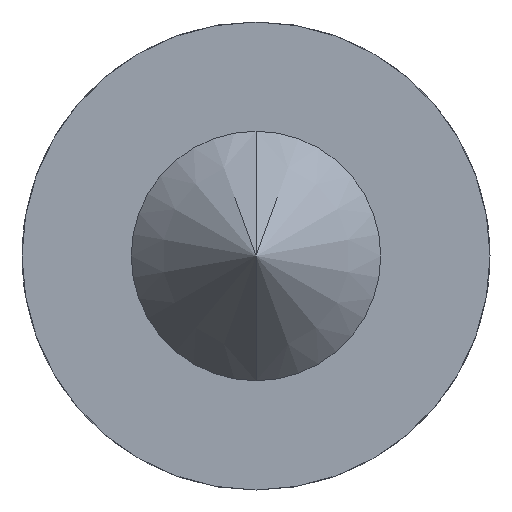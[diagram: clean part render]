
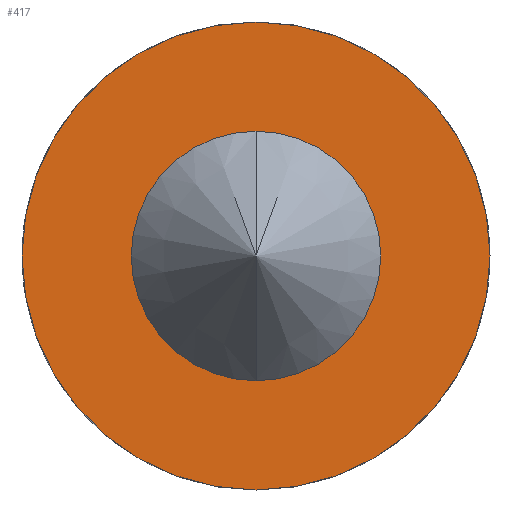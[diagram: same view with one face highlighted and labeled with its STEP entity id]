
A CAD part, front view. The second image highlights one B-rep face of the part: STEP entity #417.
In plain terms, the highlighted planar face has unit normal (0, -1, 0).
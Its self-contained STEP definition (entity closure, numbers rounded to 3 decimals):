
#16 = AXIS2_PLACEMENT_3D ( 'NONE', #371, #368, #367 ) ;
#19 = AXIS2_PLACEMENT_3D ( 'NONE', #319, #318, #317 ) ;
#28 = CIRCLE ( 'NONE', #19, 7.5 ) ;
#92 = FACE_OUTER_BOUND ( 'NONE', #211, .T. ) ;
#93 = FACE_BOUND ( 'NONE', #124, .T. ) ;
#98 = VERTEX_POINT ( 'NONE', #483 ) ;
#99 = VERTEX_POINT ( 'NONE', #484 ) ;
#105 = ORIENTED_EDGE ( 'NONE', *, *, #459, .F. ) ;
#106 = ORIENTED_EDGE ( 'NONE', *, *, #448, .F. ) ;
#107 = ORIENTED_EDGE ( 'NONE', *, *, #433, .T. ) ;
#108 = ORIENTED_EDGE ( 'NONE', *, *, #458, .T. ) ;
#124 = EDGE_LOOP ( 'NONE', ( #108, #107 ) ) ;
#211 = EDGE_LOOP ( 'NONE', ( #106, #105 ) ) ;
#218 = VERTEX_POINT ( 'NONE', #494 ) ;
#225 = VERTEX_POINT ( 'NONE', #496 ) ;
#259 = DIRECTION ( 'NONE',  ( 0., 0., 1. ) ) ;
#260 = DIRECTION ( 'NONE',  ( 0., 1., 0. ) ) ;
#262 = CARTESIAN_POINT ( 'NONE',  ( 0., 0., 0. ) ) ;
#265 = DIRECTION ( 'NONE',  ( 0., 0., 1. ) ) ;
#283 = DIRECTION ( 'NONE',  ( 0., 1., 0. ) ) ;
#285 = CARTESIAN_POINT ( 'NONE',  ( 0., 0., 0. ) ) ;
#317 = DIRECTION ( 'NONE',  ( 0., 0., 1. ) ) ;
#318 = DIRECTION ( 'NONE',  ( 0., 1., 0. ) ) ;
#319 = CARTESIAN_POINT ( 'NONE',  ( 0., 0., 0. ) ) ;
#367 = DIRECTION ( 'NONE',  ( 0., 0., 1. ) ) ;
#368 = DIRECTION ( 'NONE',  ( 0., 1., 0. ) ) ;
#371 = CARTESIAN_POINT ( 'NONE',  ( 0., 0., 0. ) ) ;
#375 = CIRCLE ( 'NONE', #16, 3. ) ;
#386 = AXIS2_PLACEMENT_3D ( 'NONE', #506, #501, #513 ) ;
#395 = CIRCLE ( 'NONE', #405, 7.5 ) ;
#401 = CIRCLE ( 'NONE', #403, 3. ) ;
#403 = AXIS2_PLACEMENT_3D ( 'NONE', #285, #283, #265 ) ;
#405 = AXIS2_PLACEMENT_3D ( 'NONE', #262, #260, #259 ) ;
#417 = ADVANCED_FACE ( 'NONE', ( #93, #92 ), #505, .T. ) ;
#433 = EDGE_CURVE ( 'NONE', #99, #98, #375, .T. ) ;
#448 = EDGE_CURVE ( 'NONE', #225, #218, #28, .T. ) ;
#458 = EDGE_CURVE ( 'NONE', #98, #99, #401, .T. ) ;
#459 = EDGE_CURVE ( 'NONE', #218, #225, #395, .T. ) ;
#483 = CARTESIAN_POINT ( 'NONE',  ( 0., 0., 3. ) ) ;
#484 = CARTESIAN_POINT ( 'NONE',  ( 0., 0., -3. ) ) ;
#494 = CARTESIAN_POINT ( 'NONE',  ( 0., 0., -7.5 ) ) ;
#496 = CARTESIAN_POINT ( 'NONE',  ( 0., 0., 7.5 ) ) ;
#501 = DIRECTION ( 'NONE',  ( 0., -1., 0. ) ) ;
#505 = PLANE ( 'NONE',  #386 ) ;
#506 = CARTESIAN_POINT ( 'NONE',  ( 0., 0., 3. ) ) ;
#513 = DIRECTION ( 'NONE',  ( 0., 0., -1. ) ) ;
